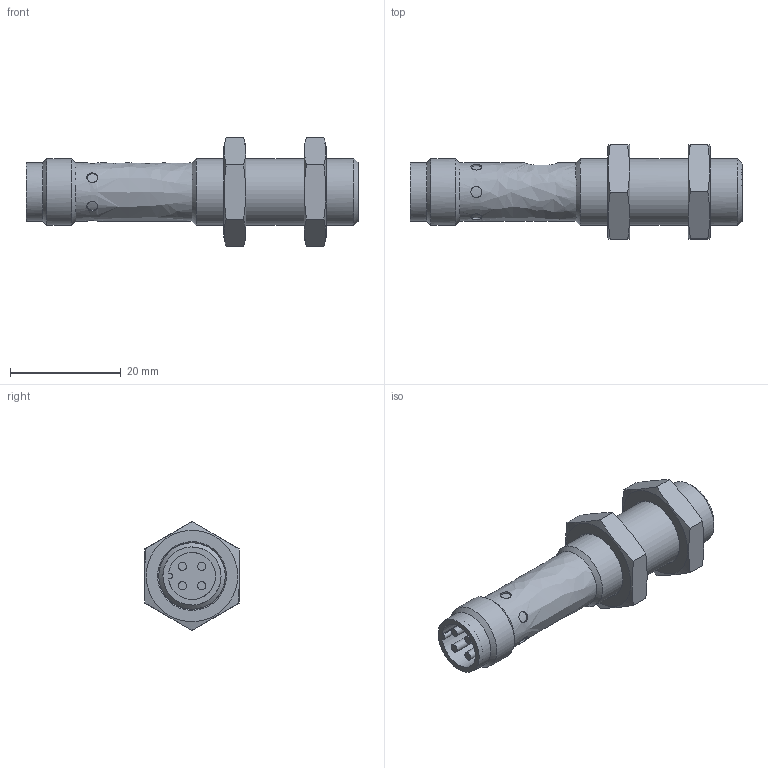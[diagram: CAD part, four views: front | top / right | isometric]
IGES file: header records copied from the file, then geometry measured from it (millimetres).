
Global section: file name: KDCT_12_V_04_G3-B4; native system: Autodesk Inventor 2015; preprocessor: unknown; author: lck; date: 20150721.112156; units: millimetre
Bounding box: 60 x 17.02 x 19.63 mm (x, y, z)
Volume: 6132.1 mm3; surface area: 6624.1 mm2
Topology: 1 solids, 3 shells, 83 faces, 201 edges, 141 vertices
Faces by surface type: bspline 83
